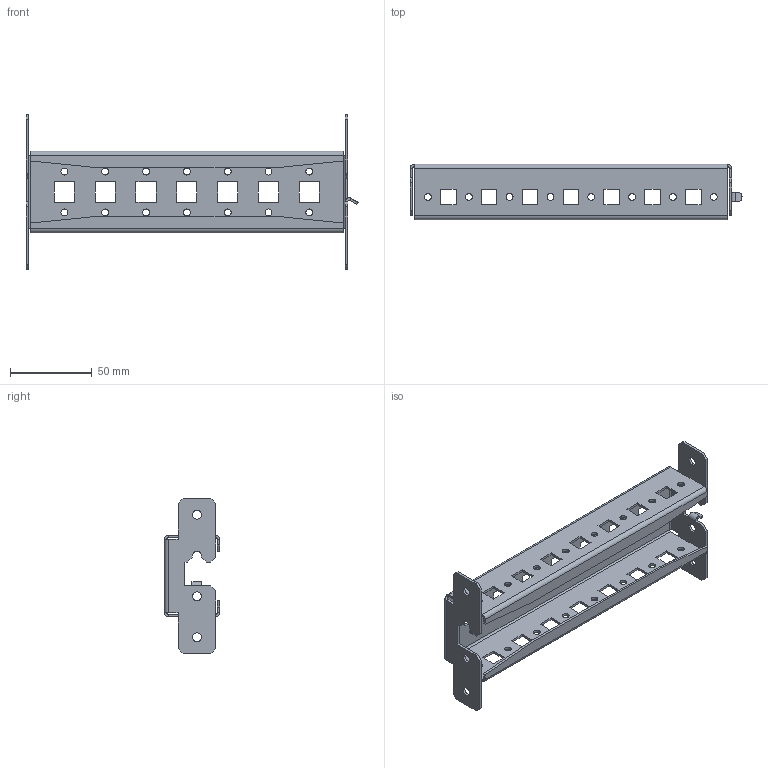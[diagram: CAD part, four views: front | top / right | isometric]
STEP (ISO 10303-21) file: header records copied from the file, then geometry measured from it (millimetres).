
FILE_DESCRIPTION (( 'STEP AP203' ), '1' );
FILE_NAME ('MA1.300.030320.20.01 Ðåéêà ìîíòàæíàÿ ïåðôîðèðîâàííàÿ Ø_Ã = 300 ìì.STEP', '2025-01-09T10:37:06', ( '' ), ( '' ), 'SwSTEP 2.0', 'SolidWorks 2021', '' );
FILE_SCHEMA (( 'CONFIG_CONTROL_DESIGN' ));
Length unit declared in the file: millimetre
Products named in the file (1): MA1.300.030320.20.01 Ðåéêà ìîíòàæíàÿ ïåðôîðèðîâàííàÿ Ø_Ã = 300 ìì
Bounding box: 203.29 x 34 x 95 mm (x, y, z)
Volume: 39113.1 mm3; surface area: 55771.8 mm2
Topology: 1 solids, 1 shells, 229 faces, 641 edges, 414 vertices
Faces by surface type: plane 175, cylinder 54
Full cylindrical faces by diameter (mm): 4.2 x30, 5.5 x6
Entity records: 7244 total; most frequent: CARTESIAN_POINT 1217, ORIENTED_EDGE 1178, DIRECTION 1157, EDGE_CURVE 589, LINE 481, VECTOR 481, VERTEX_POINT 398, EDGE_LOOP 379
